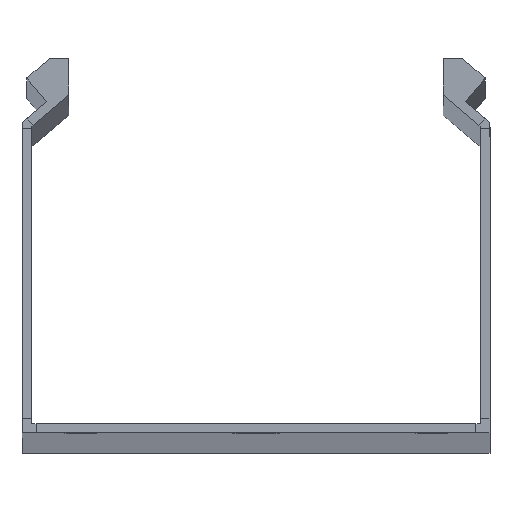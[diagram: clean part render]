
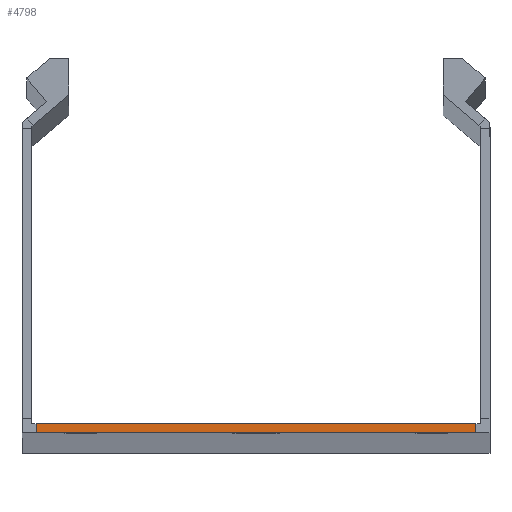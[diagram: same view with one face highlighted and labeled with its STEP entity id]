
A CAD part, top view. The second image highlights one B-rep face of the part: STEP entity #4798.
In plain terms, the highlighted planar face has unit normal (0, 0, 1).
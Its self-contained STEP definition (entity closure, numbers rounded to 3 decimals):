
#205 = ORIENTED_EDGE ( 'NONE', *, *, #3329, .F. ) ;
#476 = PLANE ( 'NONE',  #1606 ) ;
#490 = CARTESIAN_POINT ( 'NONE',  ( 47., 0., 1250. ) ) ;
#695 = CARTESIAN_POINT ( 'NONE',  ( -50., 2., 1250. ) ) ;
#857 = DIRECTION ( 'NONE',  ( 0., -1., 0. ) ) ;
#911 = LINE ( 'NONE', #2215, #1696 ) ;
#934 = DIRECTION ( 'NONE',  ( 1., 0., 0. ) ) ;
#948 = CARTESIAN_POINT ( 'NONE',  ( 48., 3., 1250. ) ) ;
#989 = DIRECTION ( 'NONE',  ( 0., 0., 1. ) ) ;
#1005 = DIRECTION ( 'NONE',  ( 0., 1., 0. ) ) ;
#1225 = CARTESIAN_POINT ( 'NONE',  ( 47., 2., 1250. ) ) ;
#1406 = EDGE_CURVE ( 'NONE', #5386, #4605, #1533, .T. ) ;
#1492 = VECTOR ( 'NONE', #2478, 1000. ) ;
#1533 = LINE ( 'NONE', #1903, #3615 ) ;
#1606 = AXIS2_PLACEMENT_3D ( 'NONE', #948, #989, #934 ) ;
#1696 = VECTOR ( 'NONE', #857, 1000. ) ;
#1903 = CARTESIAN_POINT ( 'NONE',  ( 47., 0., 1250. ) ) ;
#1976 = CARTESIAN_POINT ( 'NONE',  ( -47., 2., 1250. ) ) ;
#2075 = VERTEX_POINT ( 'NONE', #5106 ) ;
#2215 = CARTESIAN_POINT ( 'NONE',  ( -47., 2., 1250. ) ) ;
#2354 = VERTEX_POINT ( 'NONE', #1976 ) ;
#2410 = LINE ( 'NONE', #5704, #1492 ) ;
#2478 = DIRECTION ( 'NONE',  ( -1., 0., 0. ) ) ;
#2586 = DIRECTION ( 'NONE',  ( -1., 0., 0. ) ) ;
#2872 = EDGE_CURVE ( 'NONE', #4605, #2354, #5333, .T. ) ;
#3052 = FACE_OUTER_BOUND ( 'NONE', #5170, .T. ) ;
#3329 = EDGE_CURVE ( 'NONE', #5386, #2075, #2410, .T. ) ;
#3615 = VECTOR ( 'NONE', #1005, 1000. ) ;
#3673 = EDGE_CURVE ( 'NONE', #2354, #2075, #911, .T. ) ;
#4170 = ORIENTED_EDGE ( 'NONE', *, *, #2872, .T. ) ;
#4326 = VECTOR ( 'NONE', #2586, 1000. ) ;
#4391 = ORIENTED_EDGE ( 'NONE', *, *, #1406, .T. ) ;
#4605 = VERTEX_POINT ( 'NONE', #1225 ) ;
#4798 = ADVANCED_FACE ( 'NONE', ( #3052 ), #476, .T. ) ;
#4942 = ORIENTED_EDGE ( 'NONE', *, *, #3673, .T. ) ;
#5106 = CARTESIAN_POINT ( 'NONE',  ( -47., 0., 1250. ) ) ;
#5170 = EDGE_LOOP ( 'NONE', ( #205, #4391, #4170, #4942 ) ) ;
#5333 = LINE ( 'NONE', #695, #4326 ) ;
#5386 = VERTEX_POINT ( 'NONE', #490 ) ;
#5704 = CARTESIAN_POINT ( 'NONE',  ( -50., 0., 1250. ) ) ;
